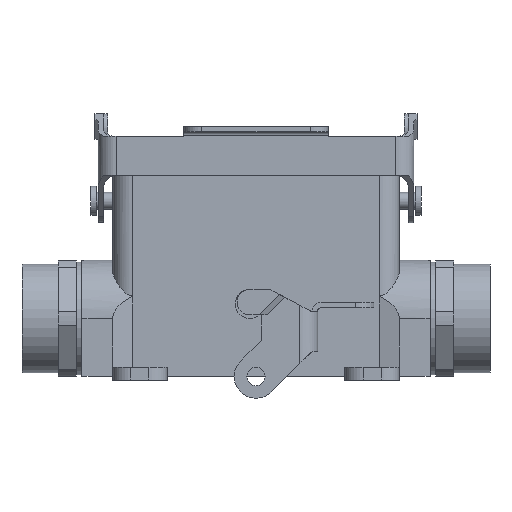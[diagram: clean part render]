
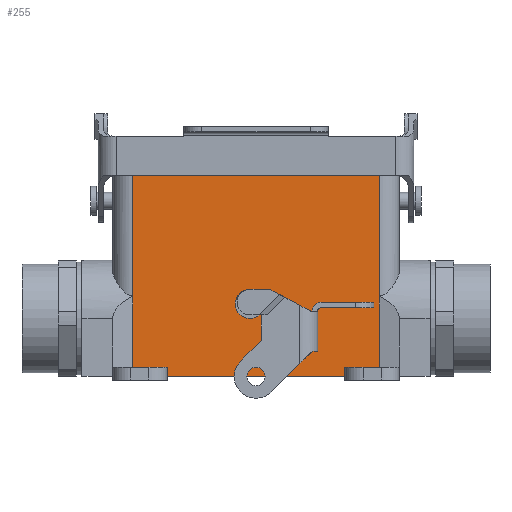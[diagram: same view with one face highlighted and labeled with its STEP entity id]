
A CAD part, front view. The second image highlights one B-rep face of the part: STEP entity #255.
In plain terms, the highlighted planar face has unit normal (0, -1, 0).
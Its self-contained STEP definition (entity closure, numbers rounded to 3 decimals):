
#255 = ADVANCED_FACE( '', ( #689 ), #690, .T. );
#689 = FACE_OUTER_BOUND( '', #1365, .T. );
#690 = PLANE( '', #1366 );
#1365 = EDGE_LOOP( '', ( #2069, #2070, #2071, #2072, #2073, #2074, #2075, #2076, #2077, #2078 ) );
#1366 = AXIS2_PLACEMENT_3D( '', #2079, #2080, #2081 );
#2069 = ORIENTED_EDGE( '', *, *, #3855, .F. );
#2070 = ORIENTED_EDGE( '', *, *, #3856, .F. );
#2071 = ORIENTED_EDGE( '', *, *, #3857, .F. );
#2072 = ORIENTED_EDGE( '', *, *, #3858, .T. );
#2073 = ORIENTED_EDGE( '', *, *, #3859, .T. );
#2074 = ORIENTED_EDGE( '', *, *, #3860, .F. );
#2075 = ORIENTED_EDGE( '', *, *, #3861, .T. );
#2076 = ORIENTED_EDGE( '', *, *, #3862, .F. );
#2077 = ORIENTED_EDGE( '', *, *, #3863, .F. );
#2078 = ORIENTED_EDGE( '', *, *, #3864, .T. );
#2079 = CARTESIAN_POINT( '', ( -34., -14.75, 56. ) );
#2080 = DIRECTION( '', ( 0., -1., 0. ) );
#2081 = DIRECTION( '', ( 0., 0., 1. ) );
#3855 = EDGE_CURVE( '', #4589, #4590, #4591, .T. );
#3856 = EDGE_CURVE( '', #4592, #4589, #4593, .T. );
#3857 = EDGE_CURVE( '', #4594, #4592, #4595, .T. );
#3858 = EDGE_CURVE( '', #4594, #4596, #4597, .T. );
#3859 = EDGE_CURVE( '', #4596, #4598, #4599, .T. );
#3860 = EDGE_CURVE( '', #4600, #4598, #4601, .T. );
#3861 = EDGE_CURVE( '', #4600, #4602, #4603, .T. );
#3862 = EDGE_CURVE( '', #4604, #4602, #4605, .T. );
#3863 = EDGE_CURVE( '', #4606, #4604, #4607, .T. );
#3864 = EDGE_CURVE( '', #4606, #4590, #4608, .T. );
#4589 = VERTEX_POINT( '', #5654 );
#4590 = VERTEX_POINT( '', #5655 );
#4591 = LINE( '', #5656, #5657 );
#4592 = VERTEX_POINT( '', #5658 );
#4593 = LINE( '', #5659, #5660 );
#4594 = VERTEX_POINT( '', #5661 );
#4595 = LINE( '', #5662, #5663 );
#4596 = VERTEX_POINT( '', #5664 );
#4597 = LINE( '', #5665, #5666 );
#4598 = VERTEX_POINT( '', #5667 );
#4599 = LINE( '', #5668, #5669 );
#4600 = VERTEX_POINT( '', #5670 );
#4601 = LINE( '', #5671, #5672 );
#4602 = VERTEX_POINT( '', #5673 );
#4603 = LINE( '', #5674, #5675 );
#4604 = VERTEX_POINT( '', #5676 );
#4605 = LINE( '', #5677, #5678 );
#4606 = VERTEX_POINT( '', #5679 );
#4607 = LINE( '', #5680, #5681 );
#4608 = LINE( '', #5682, #5683 );
#5654 = CARTESIAN_POINT( '', ( 34., -14.75, 22.2 ) );
#5655 = CARTESIAN_POINT( '', ( 34., -14.75, 2.5 ) );
#5656 = CARTESIAN_POINT( '', ( 34., -14.75, 75.472 ) );
#5657 = VECTOR( '', #7199, 1000. );
#5658 = CARTESIAN_POINT( '', ( 34., -14.75, 56. ) );
#5659 = CARTESIAN_POINT( '', ( 34., -14.75, 56. ) );
#5660 = VECTOR( '', #7200, 1000. );
#5661 = CARTESIAN_POINT( '', ( -34., -14.75, 56. ) );
#5662 = CARTESIAN_POINT( '', ( -34., -14.75, 56. ) );
#5663 = VECTOR( '', #7201, 1000. );
#5664 = CARTESIAN_POINT( '', ( -34., -14.75, 22.2 ) );
#5665 = CARTESIAN_POINT( '', ( -34., -14.75, 56. ) );
#5666 = VECTOR( '', #7202, 1000. );
#5667 = CARTESIAN_POINT( '', ( -34., -14.75, 2.5 ) );
#5668 = CARTESIAN_POINT( '', ( -34., -14.75, 75.472 ) );
#5669 = VECTOR( '', #7203, 1000. );
#5670 = CARTESIAN_POINT( '', ( -24.5, -14.75, 2.5 ) );
#5671 = CARTESIAN_POINT( '', ( -34., -14.75, 2.5 ) );
#5672 = VECTOR( '', #7204, 1000. );
#5673 = CARTESIAN_POINT( '', ( -24.5, -14.75, 0. ) );
#5674 = CARTESIAN_POINT( '', ( -24.5, -14.75, 56. ) );
#5675 = VECTOR( '', #7205, 1000. );
#5676 = CARTESIAN_POINT( '', ( 24.5, -14.75, 0. ) );
#5677 = CARTESIAN_POINT( '', ( 0., -14.75, 0. ) );
#5678 = VECTOR( '', #7206, 1000. );
#5679 = CARTESIAN_POINT( '', ( 24.5, -14.75, 2.5 ) );
#5680 = CARTESIAN_POINT( '', ( 24.5, -14.75, 56. ) );
#5681 = VECTOR( '', #7207, 1000. );
#5682 = CARTESIAN_POINT( '', ( 34., -14.75, 2.5 ) );
#5683 = VECTOR( '', #7208, 1000. );
#7199 = DIRECTION( '', ( 0., 0., -1. ) );
#7200 = DIRECTION( '', ( 0., 0., -1. ) );
#7201 = DIRECTION( '', ( 1., 0., 0. ) );
#7202 = DIRECTION( '', ( 0., 0., -1. ) );
#7203 = DIRECTION( '', ( 0., 0., -1. ) );
#7204 = DIRECTION( '', ( -1., 0., 0. ) );
#7205 = DIRECTION( '', ( 0., 0., -1. ) );
#7206 = DIRECTION( '', ( -1., 0., 0. ) );
#7207 = DIRECTION( '', ( 0., 0., -1. ) );
#7208 = DIRECTION( '', ( 1., 0., 0. ) );
